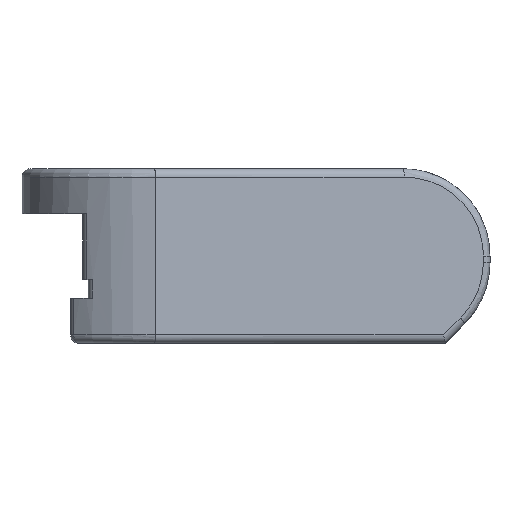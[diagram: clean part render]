
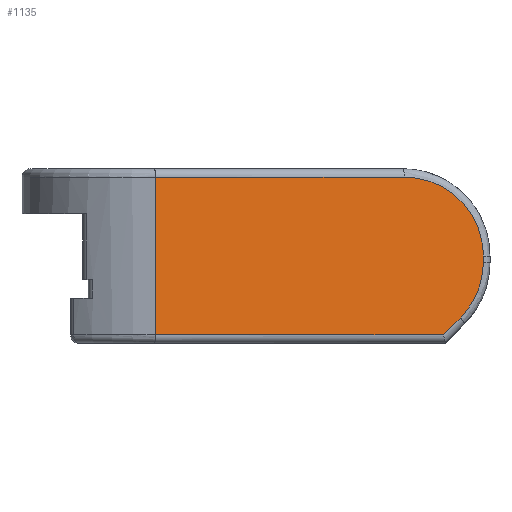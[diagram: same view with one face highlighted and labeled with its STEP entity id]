
A CAD part, front view. The second image highlights one B-rep face of the part: STEP entity #1135.
In plain terms, the highlighted planar face has unit normal (0.196, -0.981, 0).
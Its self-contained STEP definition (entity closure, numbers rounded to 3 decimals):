
#28=ELLIPSE('',#1257,7.7,7.55);
#30=ELLIPSE('',#1262,7.7,7.55);
#55=LINE('',#1792,#145);
#81=LINE('',#1909,#171);
#91=LINE('',#2062,#181);
#93=LINE('',#2092,#183);
#94=LINE('',#2096,#184);
#145=VECTOR('',#1372,10.);
#171=VECTOR('',#1472,10.);
#181=VECTOR('',#1526,10.);
#183=VECTOR('',#1536,10.);
#184=VECTOR('',#1543,10.);
#260=PLANE('',#1268);
#317=FACE_OUTER_BOUND('',#383,.T.);
#383=EDGE_LOOP('',(#924,#925,#926,#927,#928,#929,#930));
#498=VERTEX_POINT('',#1789);
#499=VERTEX_POINT('',#1791);
#529=VERTEX_POINT('',#1908);
#543=VERTEX_POINT('',#2052);
#545=VERTEX_POINT('',#2058);
#547=VERTEX_POINT('',#2083);
#550=VERTEX_POINT('',#2091);
#610=EDGE_CURVE('',#498,#499,#55,.T.);
#658=EDGE_CURVE('',#499,#529,#81,.T.);
#683=EDGE_CURVE('',#529,#543,#28,.T.);
#686=EDGE_CURVE('',#543,#545,#91,.T.);
#689=EDGE_CURVE('',#545,#547,#30,.T.);
#691=EDGE_CURVE('',#547,#550,#93,.T.);
#694=EDGE_CURVE('',#550,#498,#94,.T.);
#924=ORIENTED_EDGE('',*,*,#694,.F.);
#925=ORIENTED_EDGE('',*,*,#691,.F.);
#926=ORIENTED_EDGE('',*,*,#689,.F.);
#927=ORIENTED_EDGE('',*,*,#686,.F.);
#928=ORIENTED_EDGE('',*,*,#683,.F.);
#929=ORIENTED_EDGE('',*,*,#658,.F.);
#930=ORIENTED_EDGE('',*,*,#610,.F.);
#1135=ADVANCED_FACE('',(#317),#260,.T.);
#1257=AXIS2_PLACEMENT_3D('',#2056,#1519,#1520);
#1262=AXIS2_PLACEMENT_3D('',#2087,#1531,#1532);
#1268=AXIS2_PLACEMENT_3D('',#2101,#1548,#1549);
#1372=DIRECTION('',(0.,0.,1.));
#1472=DIRECTION('',(0.981,0.196,0.));
#1519=DIRECTION('center_axis',(-0.196,0.981,0.));
#1520=DIRECTION('ref_axis',(0.981,0.196,0.));
#1526=DIRECTION('',(0.,0.,-1.));
#1531=DIRECTION('center_axis',(-0.196,0.981,0.));
#1532=DIRECTION('ref_axis',(0.981,0.196,0.));
#1536=DIRECTION('',(-0.7,-0.14,-0.7));
#1543=DIRECTION('',(-0.981,-0.196,0.));
#1548=DIRECTION('center_axis',(0.196,-0.981,0.));
#1549=DIRECTION('ref_axis',(0.981,0.196,0.));
#1789=CARTESIAN_POINT('',(0.,-12.75,0.8));
#1791=CARTESIAN_POINT('',(0.,-12.75,15.9));
#1792=CARTESIAN_POINT('',(0.,-12.75,0.));
#1908=CARTESIAN_POINT('',(23.807,-7.989,15.9));
#1909=CARTESIAN_POINT('',(5.853,-11.579,15.9));
#2052=CARTESIAN_POINT('',(31.357,-6.479,8.35));
#2056=CARTESIAN_POINT('Origin',(23.807,-7.989,8.35));
#2058=CARTESIAN_POINT('',(31.357,-6.479,7.759));
#2062=CARTESIAN_POINT('',(31.357,-6.479,0.));
#2083=CARTESIAN_POINT('',(29.146,-6.921,2.42));
#2087=CARTESIAN_POINT('Origin',(23.807,-7.989,7.759));
#2091=CARTESIAN_POINT('',(27.526,-7.245,0.8));
#2092=CARTESIAN_POINT('',(21.413,-8.467,-5.312));
#2096=CARTESIAN_POINT('',(5.853,-11.579,0.8));
#2101=CARTESIAN_POINT('Origin',(0.,-12.75,0.));
